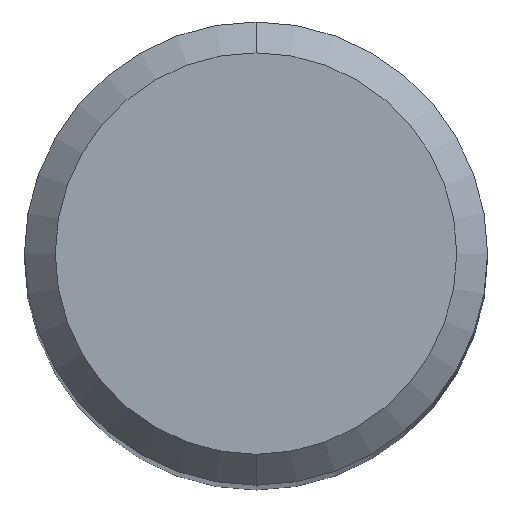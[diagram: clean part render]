
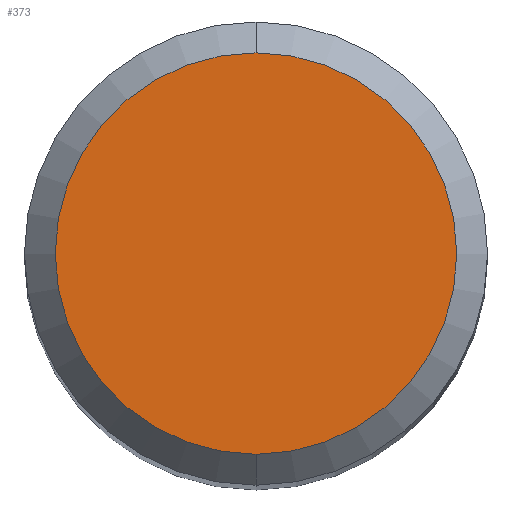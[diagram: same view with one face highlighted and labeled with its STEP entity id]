
A CAD part, top view. The second image highlights one B-rep face of the part: STEP entity #373.
In plain terms, the highlighted planar face has unit normal (0, 0, 1).
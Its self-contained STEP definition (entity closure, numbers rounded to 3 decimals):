
#203=VERTEX_POINT('',#512);
#293=EDGE_CURVE('',#339,#203,#609,.T.);
#339=VERTEX_POINT('',#661);
#347=EDGE_CURVE('',#203,#339,#670,.T.);
#373=ADVANCED_FACE('',(#697),#698,.T.);
#512=CARTESIAN_POINT('',(0.0,2.6,0.0));
#609=CIRCLE('',#1084,2.6);
#661=CARTESIAN_POINT('',(0.,-2.6,0.0));
#670=CIRCLE('',#1213,2.6);
#697=FACE_OUTER_BOUND('',#1277,.T.);
#698=PLANE('',#1278);
#1084=AXIS2_PLACEMENT_3D('',#1564,#1565,#1566);
#1213=AXIS2_PLACEMENT_3D('',#1646,#1647,#1648);
#1277=EDGE_LOOP('',(#1666,#1667));
#1278=AXIS2_PLACEMENT_3D('',#1668,#1669,#1670);
#1564=CARTESIAN_POINT('',(0.0,0.0,0.0));
#1565=DIRECTION('',(0.0,0.0,-1.0));
#1566=DIRECTION('',(0.0,1.0,0.0));
#1646=CARTESIAN_POINT('',(0.0,0.0,0.0));
#1647=DIRECTION('',(0.0,0.0,-1.0));
#1648=DIRECTION('',(0.0,1.0,0.0));
#1666=ORIENTED_EDGE('',*,*,#347,.F.);
#1667=ORIENTED_EDGE('',*,*,#293,.F.);
#1668=CARTESIAN_POINT('',(0.0,1.3,0.0));
#1669=DIRECTION('',(-0.0,0.0,1.0));
#1670=DIRECTION('',(0.0,-1.0,0.0));
